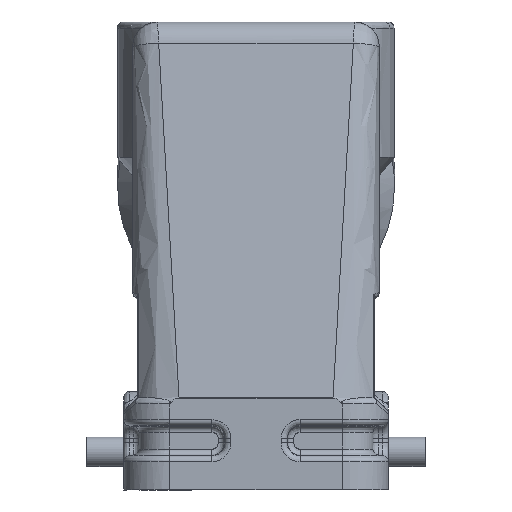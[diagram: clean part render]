
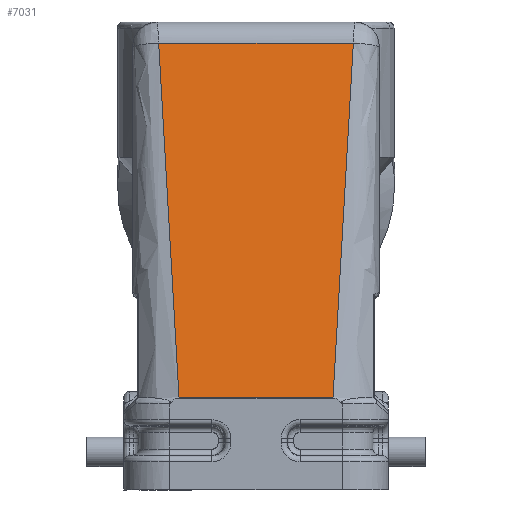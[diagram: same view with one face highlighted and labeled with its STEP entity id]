
A CAD part, left-side view. The second image highlights one B-rep face of the part: STEP entity #7031.
In plain terms, the highlighted planar face has unit normal (-0.99, 0, 0.139).
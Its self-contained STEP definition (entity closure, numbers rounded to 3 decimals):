
#6326=FACE_OUTER_BOUND('',#10126,.T.);
#7031=ADVANCED_FACE('',(#6326),#7371,.T.);
#7371=PLANE('',#18181);
#7822=LINE('',#21516,#8604);
#8476=LINE('',#29769,#9324);
#8477=LINE('',#29772,#9325);
#8478=LINE('',#29773,#9326);
#8604=VECTOR('',#18493,1.);
#9324=VECTOR('',#20763,1.);
#9325=VECTOR('',#20764,1.);
#9326=VECTOR('',#20765,1.);
#10126=EDGE_LOOP('',(#13070,#13071,#13072,#13073));
#13070=ORIENTED_EDGE('',*,*,#16625,.T.);
#13071=ORIENTED_EDGE('',*,*,#16626,.T.);
#13072=ORIENTED_EDGE('',*,*,#15200,.T.);
#13073=ORIENTED_EDGE('',*,*,#16627,.T.);
#14039=VERTEX_POINT('',#21501);
#14042=VERTEX_POINT('',#21515);
#14933=VERTEX_POINT('',#29770);
#14934=VERTEX_POINT('',#29771);
#15200=EDGE_CURVE('',#14039,#14042,#7822,.T.);
#16625=EDGE_CURVE('',#14933,#14934,#8476,.T.);
#16626=EDGE_CURVE('',#14934,#14039,#8477,.T.);
#16627=EDGE_CURVE('',#14042,#14933,#8478,.T.);
#18181=AXIS2_PLACEMENT_3D('',#29774,#20766,#20767);
#18493=DIRECTION('',(0.,1.,0.));
#20763=DIRECTION('',(0.,-1.,0.));
#20764=DIRECTION('',(0.139,-0.057,0.989));
#20765=DIRECTION('',(-0.139,-0.057,-0.989));
#20766=DIRECTION('',(-0.99,0.,0.139));
#20767=DIRECTION('',(-0.139,0.,-0.99));
#21501=CARTESIAN_POINT('',(-51.911,-15.802,72.557));
#21515=CARTESIAN_POINT('',(-51.911,15.802,72.557));
#21516=CARTESIAN_POINT('',(-51.911,-15.802,72.557));
#29769=CARTESIAN_POINT('',(-59.99,12.504,15.069));
#29770=CARTESIAN_POINT('',(-59.99,12.504,15.069));
#29771=CARTESIAN_POINT('',(-59.99,-12.504,15.069));
#29772=CARTESIAN_POINT('',(-59.99,-12.504,15.069));
#29773=CARTESIAN_POINT('',(-51.911,15.802,72.557));
#29774=CARTESIAN_POINT('',(-50.984,16.802,79.149));
